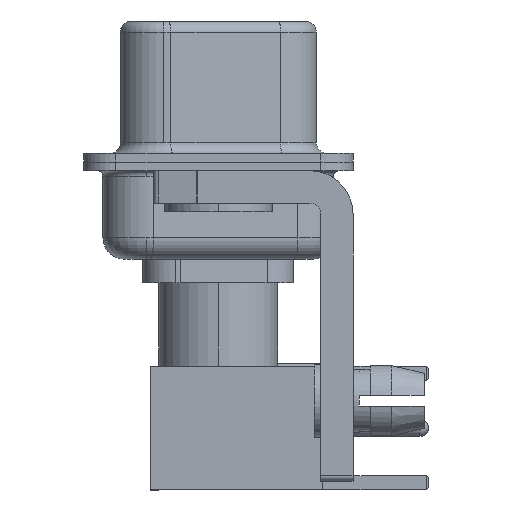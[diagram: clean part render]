
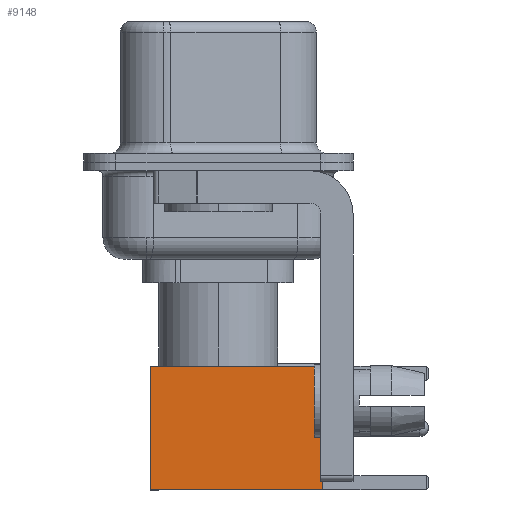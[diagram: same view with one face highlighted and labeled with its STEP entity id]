
A CAD part, left-side view. The second image highlights one B-rep face of the part: STEP entity #9148.
In plain terms, the highlighted face is planar.
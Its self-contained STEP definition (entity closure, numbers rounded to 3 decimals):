
#829 = LINE ( 'NONE', #16718, #25858 ) ;
#1237 = VECTOR ( 'NONE', #19181, 1000. ) ;
#2537 = CARTESIAN_POINT ( 'NONE',  ( 0., 2.875, 0. ) ) ;
#3584 = CARTESIAN_POINT ( 'NONE',  ( -2.875, 2.875, 0. ) ) ;
#3808 = CARTESIAN_POINT ( 'NONE',  ( 2.875, 2.875, 0. ) ) ;
#4317 = DIRECTION ( 'NONE',  ( 0., 1., 0. ) ) ;
#4851 = AXIS2_PLACEMENT_3D ( 'NONE', #20550, #4317, #12253 ) ;
#4965 = VERTEX_POINT ( 'NONE', #23770 ) ;
#5211 = VERTEX_POINT ( 'NONE', #5635 ) ;
#5635 = CARTESIAN_POINT ( 'NONE',  ( -2.875, 2.875, 8. ) ) ;
#6885 = FACE_OUTER_BOUND ( 'NONE', #30277, .T. ) ;
#8778 = DIRECTION ( 'NONE',  ( -1., 0., 0. ) ) ;
#9148 = ADVANCED_FACE ( 'NONE', ( #6885 ), #30677, .T. ) ;
#9531 = ORIENTED_EDGE ( 'NONE', *, *, #24400, .F. ) ;
#9852 = CARTESIAN_POINT ( 'NONE',  ( 2.875, 2.875, 8. ) ) ;
#11320 = ORIENTED_EDGE ( 'NONE', *, *, #18943, .F. ) ;
#12253 = DIRECTION ( 'NONE',  ( 0., 0., 1. ) ) ;
#12469 = VERTEX_POINT ( 'NONE', #9852 ) ;
#12909 = LINE ( 'NONE', #2537, #20958 ) ;
#12997 = ORIENTED_EDGE ( 'NONE', *, *, #24424, .T. ) ;
#13053 = EDGE_CURVE ( 'NONE', #4965, #30449, #12909, .T. ) ;
#13380 = VECTOR ( 'NONE', #30156, 1000. ) ;
#14507 = CARTESIAN_POINT ( 'NONE',  ( -2.875, 2.875, 0. ) ) ;
#14888 = ORIENTED_EDGE ( 'NONE', *, *, #13053, .T. ) ;
#16420 = LINE ( 'NONE', #3808, #13380 ) ;
#16718 = CARTESIAN_POINT ( 'NONE',  ( 0., 2.875, 8. ) ) ;
#18943 = EDGE_CURVE ( 'NONE', #12469, #5211, #829, .T. ) ;
#19181 = DIRECTION ( 'NONE',  ( 0., 0., -1. ) ) ;
#20550 = CARTESIAN_POINT ( 'NONE',  ( 2.875, 2.875, 0. ) ) ;
#20958 = VECTOR ( 'NONE', #25673, 1000. ) ;
#23770 = CARTESIAN_POINT ( 'NONE',  ( 2.875, 2.875, 0. ) ) ;
#24400 = EDGE_CURVE ( 'NONE', #5211, #30449, #27424, .T. ) ;
#24424 = EDGE_CURVE ( 'NONE', #12469, #4965, #16420, .T. ) ;
#25673 = DIRECTION ( 'NONE',  ( -1., 0., 0. ) ) ;
#25858 = VECTOR ( 'NONE', #8778, 1000. ) ;
#27424 = LINE ( 'NONE', #14507, #1237 ) ;
#30156 = DIRECTION ( 'NONE',  ( 0., 0., -1. ) ) ;
#30277 = EDGE_LOOP ( 'NONE', ( #12997, #14888, #9531, #11320 ) ) ;
#30449 = VERTEX_POINT ( 'NONE', #3584 ) ;
#30677 = PLANE ( 'NONE',  #4851 ) ;
